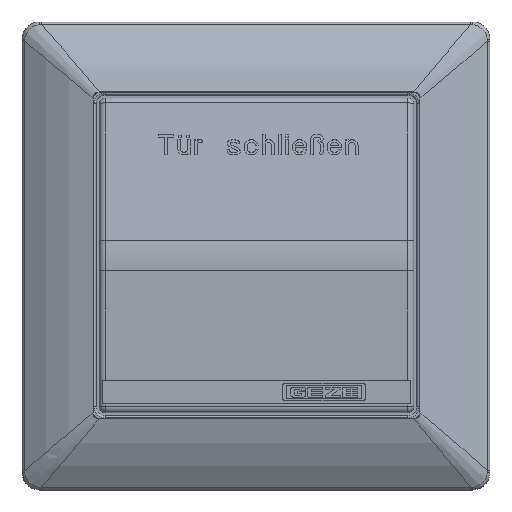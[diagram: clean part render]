
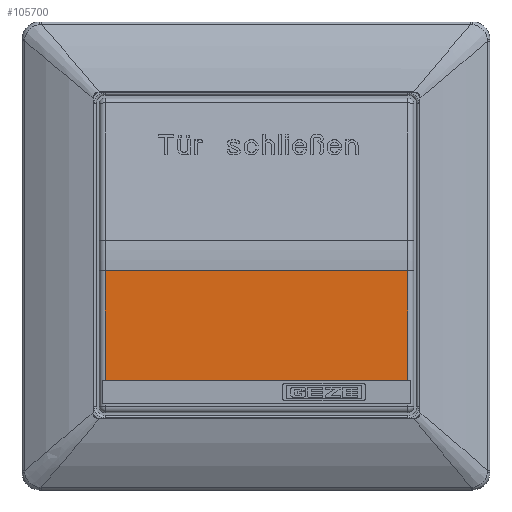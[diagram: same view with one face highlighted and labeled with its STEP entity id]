
A CAD part, top view. The second image highlights one B-rep face of the part: STEP entity #105700.
In plain terms, the highlighted planar face has unit normal (0, 0, 1).
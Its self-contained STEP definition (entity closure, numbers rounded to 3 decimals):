
#95300=CARTESIAN_POINT('',(26.,-2.625,49.8));
#95310=VERTEX_POINT('',#95300);
#95610=CARTESIAN_POINT('',(-26.,-2.625,49.8));
#95620=VERTEX_POINT('',#95610);
#96620=CARTESIAN_POINT('',(-38.,0.,49.8));
#96630=DIRECTION('',(0.,0.,1.));
#96640=DIRECTION('',(1.,0.,0.));
#96650=AXIS2_PLACEMENT_3D('',#96620,#96630,#96640);
#96660=PLANE('',#96650);
#105400=CARTESIAN_POINT('',(-38.,-2.625,49.8));
#105410=DIRECTION('',(1.,0.,0.));
#105420=VECTOR('',#105410,1.);
#105430=LINE('',#105400,#105420);
#105440=EDGE_CURVE('',#95620,#95310,#105430,.T.);
#105450=ORIENTED_EDGE('',*,*,#105440,.F.);
#105460=CARTESIAN_POINT('',(26.,0.,49.8));
#105470=DIRECTION('',(0.,1.,0.));
#105480=VECTOR('',#105470,1.);
#105490=LINE('',#105460,#105480);
#105500=CARTESIAN_POINT('',(26.,-21.5,49.8));
#105510=VERTEX_POINT('',#105500);
#105520=EDGE_CURVE('',#105510,#95310,#105490,.T.);
#105530=ORIENTED_EDGE('',*,*,#105520,.T.);
#105540=CARTESIAN_POINT('',(-38.,-21.5,49.8));
#105550=DIRECTION('',(-1.,0.,0.));
#105560=VECTOR('',#105550,1.);
#105570=LINE('',#105540,#105560);
#105580=CARTESIAN_POINT('',(-26.,-21.5,49.8));
#105590=VERTEX_POINT('',#105580);
#105600=EDGE_CURVE('',#105510,#105590,#105570,.T.);
#105610=ORIENTED_EDGE('',*,*,#105600,.F.);
#105620=CARTESIAN_POINT('',(-26.,0.,49.8));
#105630=DIRECTION('',(0.,-1.,0.));
#105640=VECTOR('',#105630,1.);
#105650=LINE('',#105620,#105640);
#105660=EDGE_CURVE('',#95620,#105590,#105650,.T.);
#105670=ORIENTED_EDGE('',*,*,#105660,.T.);
#105680=EDGE_LOOP('',(#105670,#105610,#105530,#105450));
#105690=FACE_OUTER_BOUND('',#105680,.T.);
#105700=ADVANCED_FACE('',(#105690),#96660,.T.);
